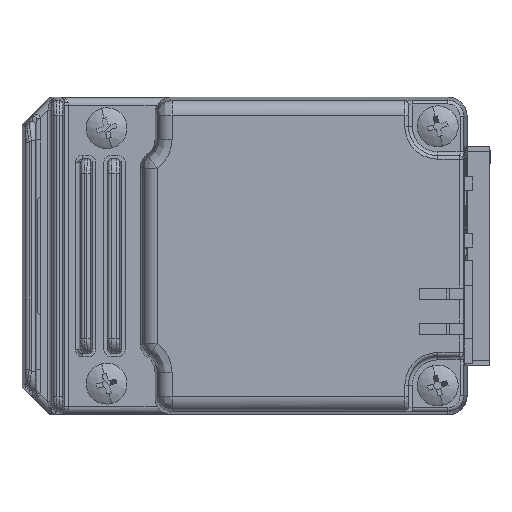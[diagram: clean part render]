
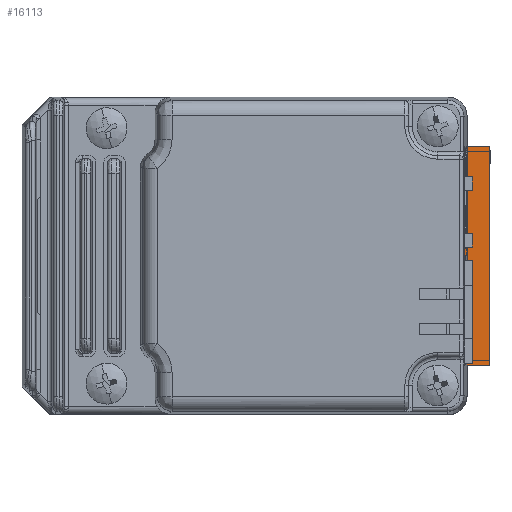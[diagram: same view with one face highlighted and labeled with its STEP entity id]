
A CAD part, front view. The second image highlights one B-rep face of the part: STEP entity #16113.
In plain terms, the highlighted planar face has unit normal (0, -1, 0).
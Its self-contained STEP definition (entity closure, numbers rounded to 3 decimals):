
#56 = VECTOR ( 'NONE', #7840, 1000. ) ;
#124 = VERTEX_POINT ( 'NONE', #6135 ) ;
#158 = ORIENTED_EDGE ( 'NONE', *, *, #729, .F. ) ;
#184 = VECTOR ( 'NONE', #14053, 1000. ) ;
#694 = DIRECTION ( 'NONE',  ( -1., 0., 0. ) ) ;
#729 = EDGE_CURVE ( 'NONE', #5368, #9388, #2263, .T. ) ;
#1586 = ORIENTED_EDGE ( 'NONE', *, *, #3712, .F. ) ;
#1600 = DIRECTION ( 'NONE',  ( 1., 0., 0. ) ) ;
#1807 = EDGE_CURVE ( 'NONE', #124, #13791, #14123, .T. ) ;
#1925 = VERTEX_POINT ( 'NONE', #8681 ) ;
#1978 = CARTESIAN_POINT ( 'NONE',  ( 33.369, -73.208, 69.5 ) ) ;
#2263 = LINE ( 'NONE', #13900, #2850 ) ;
#2605 = EDGE_CURVE ( 'NONE', #6108, #13791, #6919, .T. ) ;
#2714 = DIRECTION ( 'NONE',  ( 0., 0., 1. ) ) ;
#2850 = VECTOR ( 'NONE', #3944, 1000. ) ;
#3256 = DIRECTION ( 'NONE',  ( 0., 0., -1. ) ) ;
#3388 = CARTESIAN_POINT ( 'NONE',  ( 46.069, -73.208, 68.3 ) ) ;
#3402 = LINE ( 'NONE', #7781, #56 ) ;
#3712 = EDGE_CURVE ( 'NONE', #13097, #124, #11465, .T. ) ;
#3936 = EDGE_LOOP ( 'NONE', ( #11585, #158, #5956, #4678, #6075, #1586, #15198, #13423 ) ) ;
#3944 = DIRECTION ( 'NONE',  ( 0., 0., -1. ) ) ;
#4413 = EDGE_CURVE ( 'NONE', #9388, #13778, #4993, .T. ) ;
#4678 = ORIENTED_EDGE ( 'NONE', *, *, #2605, .T. ) ;
#4847 = FACE_OUTER_BOUND ( 'NONE', #3936, .T. ) ;
#4993 = LINE ( 'NONE', #8503, #5601 ) ;
#5230 = CARTESIAN_POINT ( 'NONE',  ( 46.069, -73.208, 69.5 ) ) ;
#5368 = VERTEX_POINT ( 'NONE', #15815 ) ;
#5392 = PLANE ( 'NONE',  #9405 ) ;
#5537 = EDGE_CURVE ( 'NONE', #6108, #5368, #14636, .T. ) ;
#5601 = VECTOR ( 'NONE', #5986, 1000. ) ;
#5745 = EDGE_CURVE ( 'NONE', #1925, #13097, #11910, .T. ) ;
#5939 = CARTESIAN_POINT ( 'NONE',  ( 46.069, -73.208, 39.5 ) ) ;
#5956 = ORIENTED_EDGE ( 'NONE', *, *, #5537, .F. ) ;
#5986 = DIRECTION ( 'NONE',  ( -1., 0., 0. ) ) ;
#6075 = ORIENTED_EDGE ( 'NONE', *, *, #1807, .F. ) ;
#6108 = VERTEX_POINT ( 'NONE', #10075 ) ;
#6135 = CARTESIAN_POINT ( 'NONE',  ( 36.469, -73.208, 68.3 ) ) ;
#6228 = VECTOR ( 'NONE', #1600, 1000. ) ;
#6630 = CARTESIAN_POINT ( 'NONE',  ( 46.069, -73.208, 40.7 ) ) ;
#6919 = LINE ( 'NONE', #1978, #14126 ) ;
#7314 = EDGE_CURVE ( 'NONE', #1925, #13778, #3402, .T. ) ;
#7510 = CARTESIAN_POINT ( 'NONE',  ( 36.469, -73.208, 40.7 ) ) ;
#7762 = VECTOR ( 'NONE', #9915, 1000. ) ;
#7781 = CARTESIAN_POINT ( 'NONE',  ( 33.369, -73.208, 69.5 ) ) ;
#7840 = DIRECTION ( 'NONE',  ( 0., 0., -1. ) ) ;
#8503 = CARTESIAN_POINT ( 'NONE',  ( 46.069, -73.208, 39.5 ) ) ;
#8681 = CARTESIAN_POINT ( 'NONE',  ( 33.369, -73.208, 40.7 ) ) ;
#9388 = VERTEX_POINT ( 'NONE', #5939 ) ;
#9405 = AXIS2_PLACEMENT_3D ( 'NONE', #10425, #13887, #2714 ) ;
#9657 = CARTESIAN_POINT ( 'NONE',  ( 33.369, -73.208, 68.3 ) ) ;
#9915 = DIRECTION ( 'NONE',  ( 0., 0., 1. ) ) ;
#10050 = VECTOR ( 'NONE', #694, 1000. ) ;
#10075 = CARTESIAN_POINT ( 'NONE',  ( 33.369, -73.208, 69.5 ) ) ;
#10425 = CARTESIAN_POINT ( 'NONE',  ( 46.069, -73.208, 69.5 ) ) ;
#11465 = LINE ( 'NONE', #7510, #7762 ) ;
#11585 = ORIENTED_EDGE ( 'NONE', *, *, #4413, .F. ) ;
#11910 = LINE ( 'NONE', #6630, #6228 ) ;
#12698 = CARTESIAN_POINT ( 'NONE',  ( 36.469, -73.208, 40.7 ) ) ;
#13031 = CARTESIAN_POINT ( 'NONE',  ( 33.369, -73.208, 39.5 ) ) ;
#13097 = VERTEX_POINT ( 'NONE', #12698 ) ;
#13423 = ORIENTED_EDGE ( 'NONE', *, *, #7314, .T. ) ;
#13778 = VERTEX_POINT ( 'NONE', #13031 ) ;
#13791 = VERTEX_POINT ( 'NONE', #9657 ) ;
#13887 = DIRECTION ( 'NONE',  ( 0., 1., 0. ) ) ;
#13900 = CARTESIAN_POINT ( 'NONE',  ( 46.069, -73.208, 69.5 ) ) ;
#14053 = DIRECTION ( 'NONE',  ( 1., 0., 0. ) ) ;
#14123 = LINE ( 'NONE', #3388, #10050 ) ;
#14126 = VECTOR ( 'NONE', #3256, 1000. ) ;
#14636 = LINE ( 'NONE', #5230, #184 ) ;
#15198 = ORIENTED_EDGE ( 'NONE', *, *, #5745, .F. ) ;
#15815 = CARTESIAN_POINT ( 'NONE',  ( 46.069, -73.208, 69.5 ) ) ;
#16113 = ADVANCED_FACE ( 'NONE', ( #4847 ), #5392, .F. ) ;
